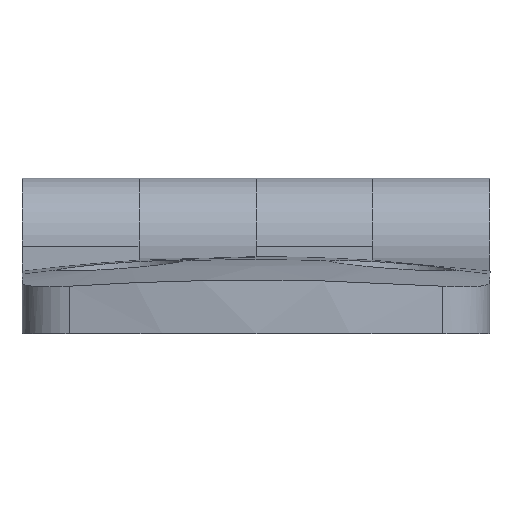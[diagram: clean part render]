
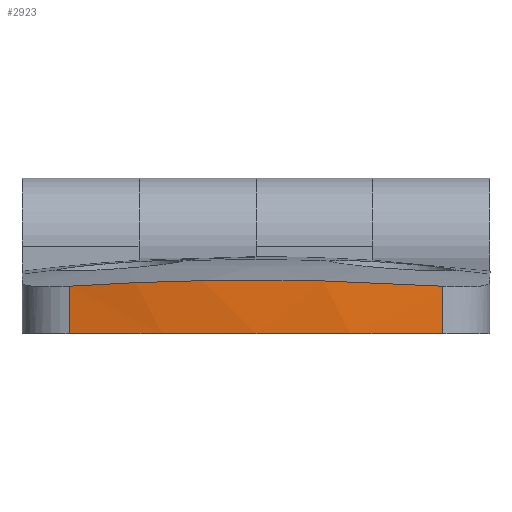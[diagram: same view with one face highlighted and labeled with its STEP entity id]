
A CAD part, left-side view. The second image highlights one B-rep face of the part: STEP entity #2923.
In plain terms, the highlighted cylindrical face has radius 100 mm (diameter 200 mm), a partial arc.
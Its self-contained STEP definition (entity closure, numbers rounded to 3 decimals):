
#280=LINE('',#5197,#536);
#283=LINE('',#5232,#539);
#536=VECTOR('',#4075,1000.);
#539=VECTOR('',#4082,1000.);
#790=FACE_OUTER_BOUND('',#948,.T.);
#948=EDGE_LOOP('',(#2609,#2610,#2611,#2612));
#1114=CIRCLE('',#3287,100.);
#1152=B_SPLINE_CURVE_WITH_KNOTS('',3,(#5235,#5236,#5237,#5238,#5239,#5240,
#5241,#5242),.UNSPECIFIED.,.F.,.F.,(4,2,2,4),(-8.87,-7.535,
-5.766,-5.028),.UNSPECIFIED.);
#1415=VERTEX_POINT('',#5195);
#1416=VERTEX_POINT('',#5196);
#1421=VERTEX_POINT('',#5218);
#1422=VERTEX_POINT('',#5231);
#1822=EDGE_CURVE('',#1415,#1416,#280,.T.);
#1828=EDGE_CURVE('',#1421,#1422,#283,.T.);
#1830=EDGE_CURVE('',#1421,#1415,#1152,.T.);
#1831=EDGE_CURVE('',#1422,#1416,#1114,.F.);
#2609=ORIENTED_EDGE('',*,*,#1828,.F.);
#2610=ORIENTED_EDGE('',*,*,#1830,.T.);
#2611=ORIENTED_EDGE('',*,*,#1822,.T.);
#2612=ORIENTED_EDGE('',*,*,#1831,.F.);
#2792=CYLINDRICAL_SURFACE('',#3286,100.);
#2923=ADVANCED_FACE('',(#790),#2792,.T.);
#3286=AXIS2_PLACEMENT_3D('',#5234,#4085,#4086);
#3287=AXIS2_PLACEMENT_3D('',#5243,#4087,#4088);
#4075=DIRECTION('',(0.,-1.,0.));
#4082=DIRECTION('',(0.,-1.,0.));
#4085=DIRECTION('center_axis',(0.,1.,0.));
#4086=DIRECTION('ref_axis',(0.,0.,-1.));
#4087=DIRECTION('center_axis',(0.,1.,0.));
#4088=DIRECTION('ref_axis',(0.,0.,1.));
#5195=CARTESIAN_POINT('',(-41.649,-4.078,-19.149));
#5196=CARTESIAN_POINT('',(-41.649,-8.961,-19.149));
#5197=CARTESIAN_POINT('',(-41.649,15.,-19.149));
#5218=CARTESIAN_POINT('',(-41.649,-4.078,19.149));
#5231=CARTESIAN_POINT('',(-41.649,-8.961,19.149));
#5232=CARTESIAN_POINT('',(-41.649,15.,19.149));
#5234=CARTESIAN_POINT('Origin',(56.5,15.,0.));
#5235=CARTESIAN_POINT('Ctrl Pts',(-41.649,-4.078,19.149));
#5236=CARTESIAN_POINT('Ctrl Pts',(-42.504,-3.789,14.767));
#5237=CARTESIAN_POINT('Ctrl Pts',(-43.066,-3.604,10.328));
#5238=CARTESIAN_POINT('Ctrl Pts',(-43.675,-3.402,-0.053));
#5239=CARTESIAN_POINT('Ctrl Pts',(-43.496,-3.461,-5.985));
#5240=CARTESIAN_POINT('Ctrl Pts',(-42.502,-3.791,-14.304));
#5241=CARTESIAN_POINT('Ctrl Pts',(-42.12,-3.919,-16.737));
#5242=CARTESIAN_POINT('Ctrl Pts',(-41.649,-4.078,-19.149));
#5243=CARTESIAN_POINT('Origin',(56.5,-8.961,0.));
